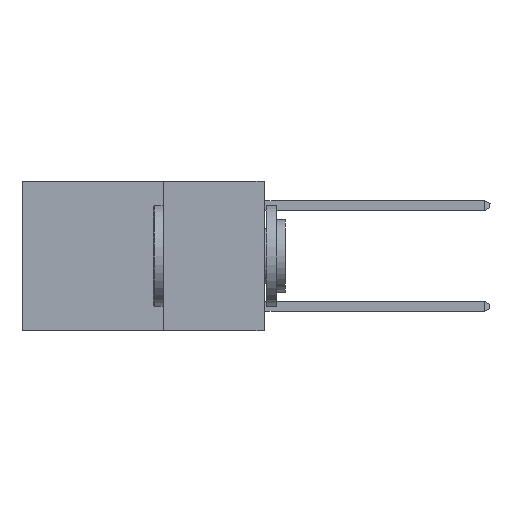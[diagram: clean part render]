
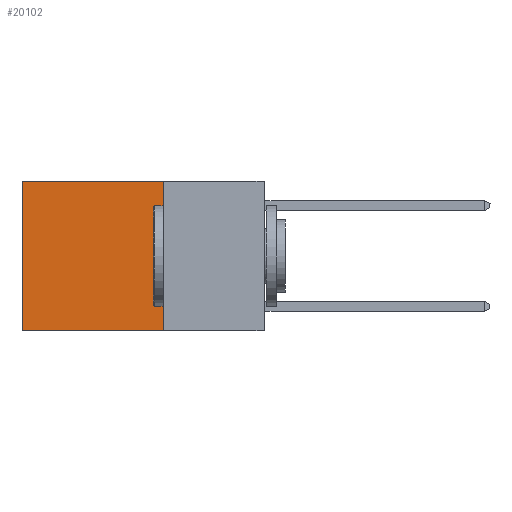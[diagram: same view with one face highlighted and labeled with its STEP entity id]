
A CAD part, left-side view. The second image highlights one B-rep face of the part: STEP entity #20102.
In plain terms, the highlighted planar face has unit normal (-1, 0, 0).
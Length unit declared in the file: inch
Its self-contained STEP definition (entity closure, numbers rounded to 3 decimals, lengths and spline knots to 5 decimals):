
#509 = VECTOR ( 'NONE', #2096, 39.37008 ) ;
#2096 = DIRECTION ( 'NONE',  ( 0., 1., 0. ) ) ;
#2199 = VERTEX_POINT ( 'NONE', #27816 ) ;
#2426 = CARTESIAN_POINT ( 'NONE',  ( 0.2625, 0.25, -0.37 ) ) ;
#2916 = VECTOR ( 'NONE', #18152, 39.37008 ) ;
#3856 = LINE ( 'NONE', #16036, #509 ) ;
#4225 = VERTEX_POINT ( 'NONE', #2426 ) ;
#4606 = CARTESIAN_POINT ( 'NONE',  ( 0.2625, 0.25, 0. ) ) ;
#5331 = DIRECTION ( 'NONE',  ( 1., 0., 0. ) ) ;
#5810 = EDGE_LOOP ( 'NONE', ( #11471, #15329, #14581, #30825 ) ) ;
#5968 = EDGE_CURVE ( 'NONE', #13017, #9439, #7165, .T. ) ;
#7165 = LINE ( 'NONE', #19811, #17030 ) ;
#9439 = VERTEX_POINT ( 'NONE', #14279 ) ;
#9793 = EDGE_CURVE ( 'NONE', #13017, #4225, #30294, .T. ) ;
#10474 = CARTESIAN_POINT ( 'NONE',  ( 0.2625, 0.6, 0. ) ) ;
#11471 = ORIENTED_EDGE ( 'NONE', *, *, #20230, .T. ) ;
#13017 = VERTEX_POINT ( 'NONE', #4606 ) ;
#13752 = DIRECTION ( 'NONE',  ( 0., 0., -1. ) ) ;
#14279 = CARTESIAN_POINT ( 'NONE',  ( 0.2625, 0.6, 0. ) ) ;
#14581 = ORIENTED_EDGE ( 'NONE', *, *, #9793, .F. ) ;
#15189 = AXIS2_PLACEMENT_3D ( 'NONE', #29689, #5331, #16889 ) ;
#15329 = ORIENTED_EDGE ( 'NONE', *, *, #15372, .F. ) ;
#15372 = EDGE_CURVE ( 'NONE', #4225, #2199, #3856, .T. ) ;
#16036 = CARTESIAN_POINT ( 'NONE',  ( 0.2625, 0.25, -0.37 ) ) ;
#16414 = DIRECTION ( 'NONE',  ( 0., 1., 0. ) ) ;
#16889 = DIRECTION ( 'NONE',  ( 0., 0., -1. ) ) ;
#17030 = VECTOR ( 'NONE', #16414, 39.37008 ) ;
#17672 = LINE ( 'NONE', #10474, #2916 ) ;
#18152 = DIRECTION ( 'NONE',  ( 0., 0., -1. ) ) ;
#19811 = CARTESIAN_POINT ( 'NONE',  ( 0.2625, 0.25, 0. ) ) ;
#20102 = ADVANCED_FACE ( 'NONE', ( #29533 ), #29388, .F. ) ;
#20230 = EDGE_CURVE ( 'NONE', #9439, #2199, #17672, .T. ) ;
#22372 = VECTOR ( 'NONE', #13752, 39.37008 ) ;
#23550 = CARTESIAN_POINT ( 'NONE',  ( 0.2625, 0.25, 0. ) ) ;
#27816 = CARTESIAN_POINT ( 'NONE',  ( 0.2625, 0.6, -0.37 ) ) ;
#29388 = PLANE ( 'NONE',  #15189 ) ;
#29533 = FACE_OUTER_BOUND ( 'NONE', #5810, .T. ) ;
#29689 = CARTESIAN_POINT ( 'NONE',  ( 0.2625, 0.25, 0. ) ) ;
#30294 = LINE ( 'NONE', #23550, #22372 ) ;
#30825 = ORIENTED_EDGE ( 'NONE', *, *, #5968, .T. ) ;
